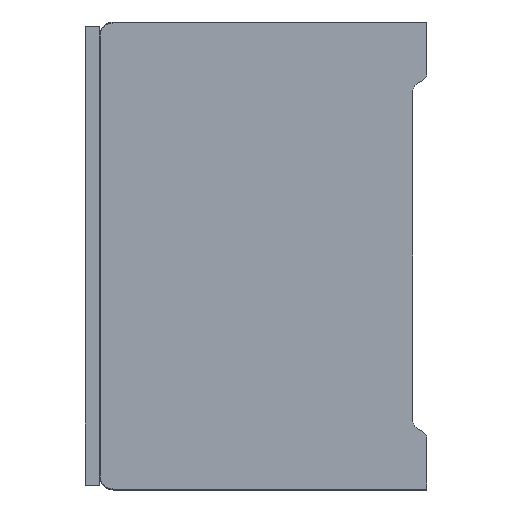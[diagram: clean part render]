
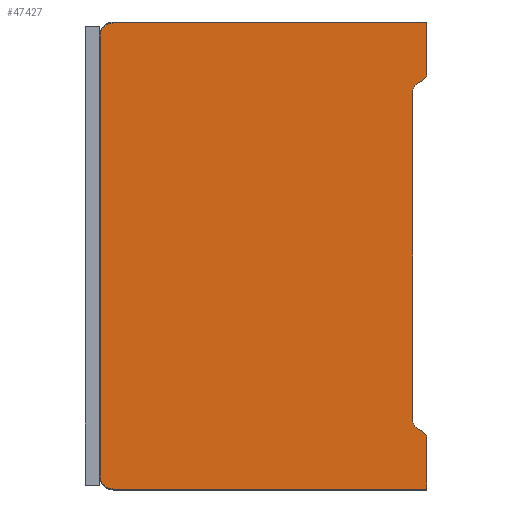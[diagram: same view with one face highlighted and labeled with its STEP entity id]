
A CAD part, left-side view. The second image highlights one B-rep face of the part: STEP entity #47427.
In plain terms, the highlighted planar face has unit normal (-1, 0, 0).
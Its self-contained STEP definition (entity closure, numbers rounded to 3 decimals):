
#11735=CARTESIAN_POINT('',(0.,67.,-97.));
#11736=DIRECTION('',(1.,0.,0.));
#11737=DIRECTION('',(0.,0.,-1.));
#11738=AXIS2_PLACEMENT_3D('',#11735,#11736,#11737);
#11740=CARTESIAN_POINT('',(0.,67.,-3.));
#11741=DIRECTION('',(1.,0.,0.));
#11742=DIRECTION('',(0.,1.,0.));
#11743=AXIS2_PLACEMENT_3D('',#11740,#11741,#11742);
#11745=CARTESIAN_POINT('',(0.,1.732,-11.));
#11746=DIRECTION('',(1.,0.,0.));
#11747=DIRECTION('',(0.,-1.,0.));
#11748=AXIS2_PLACEMENT_3D('',#11745,#11746,#11747);
#11750=DIRECTION('',(0.,0.866,-0.5));
#11751=VECTOR('',#11750,1.309);
#11752=CARTESIAN_POINT('',(0.,0.866,-12.5));
#11753=LINE('',#11752,#11751);
#11754=CARTESIAN_POINT('',(0.,1.,-14.887));
#11755=DIRECTION('',(-1.,0.,0.));
#11756=DIRECTION('',(0.,0.5,0.866));
#11757=AXIS2_PLACEMENT_3D('',#11754,#11755,#11756);
#11759=CARTESIAN_POINT('',(0.,1.,-85.113));
#11760=DIRECTION('',(-1.,0.,0.));
#11761=DIRECTION('',(0.,1.,0.));
#11762=AXIS2_PLACEMENT_3D('',#11759,#11760,#11761);
#11764=DIRECTION('',(0.,-0.866,-0.5));
#11765=VECTOR('',#11764,1.309);
#11766=CARTESIAN_POINT('',(0.,2.,-86.845));
#11767=LINE('',#11766,#11765);
#11768=CARTESIAN_POINT('',(0.,1.732,-89.));
#11769=DIRECTION('',(1.,0.,0.));
#11770=DIRECTION('',(0.,-0.5,0.866));
#11771=AXIS2_PLACEMENT_3D('',#11768,#11769,#11770);
#11777=DIRECTION('',(0.,-1.,0.));
#11778=VECTOR('',#11777,67.);
#11779=CARTESIAN_POINT('',(0.,67.,
-99.8));
#11780=LINE('',#11779,#11778);
#11795=DIRECTION('',(0.,0.,1.));
#11796=VECTOR('',#11795,10.8);
#11797=CARTESIAN_POINT('',(0.,0.,-99.8));
#11798=LINE('',#11797,#11796);
#11835=DIRECTION('',(0.,0.,1.));
#11836=VECTOR('',#11835,70.226);
#11837=CARTESIAN_POINT('',(0.,3.,-85.113));
#11838=LINE('',#11837,#11836);
#11914=DIRECTION('',(0.,0.,1.));
#11915=VECTOR('',#11914,10.8);
#11916=CARTESIAN_POINT('',(0.,0.,-11.));
#11917=LINE('',#11916,#11915);
#11998=DIRECTION('',(0.,0.,-1.));
#11999=VECTOR('',#11998,94.);
#12000=CARTESIAN_POINT('',(0.,69.8,
-3.));
#12001=LINE('',#12000,#11999);
#25920=DIRECTION('',(0.,1.,0.));
#25921=VECTOR('',#25920,67.);
#25922=CARTESIAN_POINT('',(0.,0.,-0.2));
#25923=LINE('',#25922,#25921);
#28614=CARTESIAN_POINT('',(0.,67.,
-99.8));
#28615=CARTESIAN_POINT('',(0.,69.8,
-97.));
#28616=VERTEX_POINT('',#28614);
#28617=VERTEX_POINT('',#28615);
#28618=CARTESIAN_POINT('',(0.,0.,-99.8));
#28619=VERTEX_POINT('',#28618);
#28620=CARTESIAN_POINT('',(0.,69.8,
-3.));
#28621=VERTEX_POINT('',#28620);
#28622=CARTESIAN_POINT('',(0.,67.,
-0.2));
#28623=VERTEX_POINT('',#28622);
#28624=CARTESIAN_POINT('',(0.,0.,-0.2));
#28625=VERTEX_POINT('',#28624);
#28626=CARTESIAN_POINT('',(0.,0.,-11.));
#28627=VERTEX_POINT('',#28626);
#28628=CARTESIAN_POINT('',(0.,0.866,-12.5));
#28629=VERTEX_POINT('',#28628);
#28630=CARTESIAN_POINT('',(0.,2.,-13.155));
#28631=VERTEX_POINT('',#28630);
#28632=CARTESIAN_POINT('',(0.,3.,-14.887));
#28633=VERTEX_POINT('',#28632);
#28634=CARTESIAN_POINT('',(0.,3.,-85.113));
#28635=VERTEX_POINT('',#28634);
#28636=CARTESIAN_POINT('',(0.,2.,-86.845));
#28637=VERTEX_POINT('',#28636);
#28638=CARTESIAN_POINT('',(0.,0.866,-87.5));
#28639=VERTEX_POINT('',#28638);
#28640=CARTESIAN_POINT('',(0.,0.,-89.));
#28641=VERTEX_POINT('',#28640);
#47393=CARTESIAN_POINT('',(0.,34.9,-50.));
#47394=DIRECTION('',(1.,0.,0.));
#47395=DIRECTION('',(0.,0.,1.));
#47396=AXIS2_PLACEMENT_3D('',#47393,#47394,#47395);
#47397=PLANE('',#47396);
#47399=ORIENTED_EDGE('',*,*,#47398,.F.);
#47401=ORIENTED_EDGE('',*,*,#47400,.T.);
#47403=ORIENTED_EDGE('',*,*,#47402,.F.);
#47404=ORIENTED_EDGE('',*,*,#47383,.T.);
#47406=ORIENTED_EDGE('',*,*,#47405,.F.);
#47408=ORIENTED_EDGE('',*,*,#47407,.F.);
#47410=ORIENTED_EDGE('',*,*,#47409,.T.);
#47412=ORIENTED_EDGE('',*,*,#47411,.T.);
#47414=ORIENTED_EDGE('',*,*,#47413,.T.);
#47416=ORIENTED_EDGE('',*,*,#47415,.F.);
#47418=ORIENTED_EDGE('',*,*,#47417,.T.);
#47420=ORIENTED_EDGE('',*,*,#47419,.T.);
#47422=ORIENTED_EDGE('',*,*,#47421,.T.);
#47424=ORIENTED_EDGE('',*,*,#47423,.F.);
#47425=EDGE_LOOP('',(#47399,#47401,#47403,#47404,#47406,#47408,#47410,#47412,
#47414,#47416,#47418,#47420,#47422,#47424));
#47426=FACE_OUTER_BOUND('',#47425,.F.);
#11739=CIRCLE('',#11738,2.8);
#11744=CIRCLE('',#11743,2.8);
#11749=CIRCLE('',#11748,1.732);
#11758=CIRCLE('',#11757,2.);
#11763=CIRCLE('',#11762,2.);
#11772=CIRCLE('',#11771,1.732);
#47383=EDGE_CURVE('',#28621,#28623,#11744,.T.);
#47398=EDGE_CURVE('',#28616,#28619,#11780,.T.);
#47400=EDGE_CURVE('',#28616,#28617,#11739,.T.);
#47402=EDGE_CURVE('',#28621,#28617,#12001,.T.);
#47405=EDGE_CURVE('',#28625,#28623,#25923,.T.);
#47407=EDGE_CURVE('',#28627,#28625,#11917,.T.);
#47409=EDGE_CURVE('',#28627,#28629,#11749,.T.);
#47411=EDGE_CURVE('',#28629,#28631,#11753,.T.);
#47413=EDGE_CURVE('',#28631,#28633,#11758,.T.);
#47415=EDGE_CURVE('',#28635,#28633,#11838,.T.);
#47417=EDGE_CURVE('',#28635,#28637,#11763,.T.);
#47419=EDGE_CURVE('',#28637,#28639,#11767,.T.);
#47421=EDGE_CURVE('',#28639,#28641,#11772,.T.);
#47423=EDGE_CURVE('',#28619,#28641,#11798,.T.);
#47427=ADVANCED_FACE('',(#47426),#47397,.F.);
